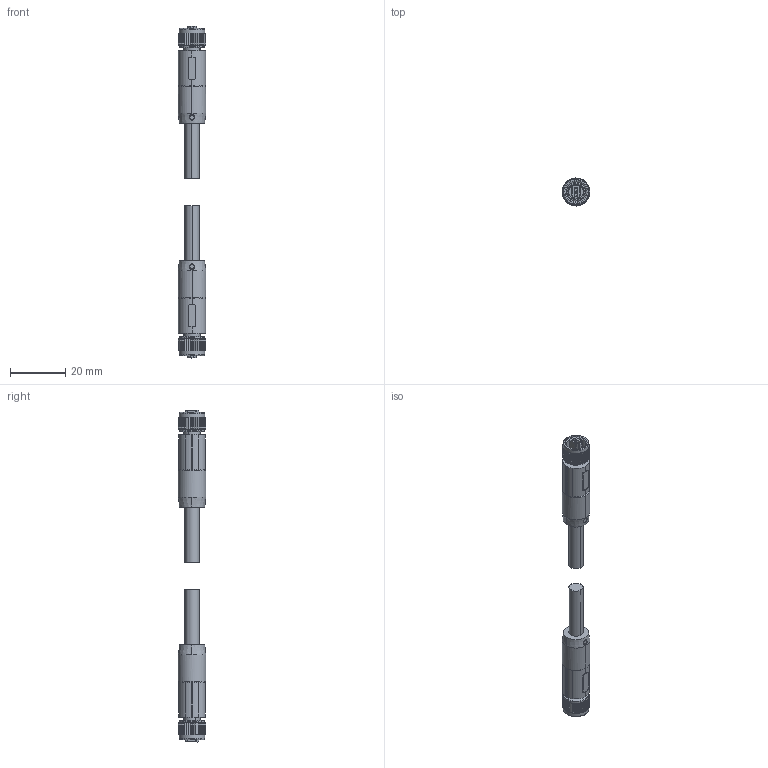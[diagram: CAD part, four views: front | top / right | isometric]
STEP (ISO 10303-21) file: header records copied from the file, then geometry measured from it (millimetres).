
FILE_DESCRIPTION(('CATIA V5 STEP Exchange','CAx-IF Rec.Pracs.--- Model Styling and Organization---1.4--- 2014-01-23'),'2;1');
FILE_NAME ('1416570-2_0', '2021-11-17T07:18:25+00:00', ('none'), ('Weidmueller'), 'CATIA Version 5-6 Release 2016 SP3 HF44', 'CATIA V5 STEP AP214', 'none');
FILE_SCHEMA(('AUTOMOTIVE_DESIGN { 1 0 10303 214 1 1 1 1 }'));
Length unit declared in the file: millimetre
Products named in the file (1): 2726050150
Bounding box: 10 x 10 x 120 mm (x, y, z)
Volume: 5735.4 mm3; surface area: 4837.5 mm2
Topology: 12 solids, 12 shells, 1026 faces, 2594 edges, 1606 vertices
Faces by surface type: plane 458, cylinder 428, cone 112, torus 28
Entity records: 36179 total; most frequent: CARTESIAN_POINT 13983, ORIENTED_EDGE 5188, DIRECTION 3508, EDGE_CURVE 2594, VERTEX_POINT 1606, AXIS2_PLACEMENT_3D 1333, VECTOR 1292, LINE 1292
